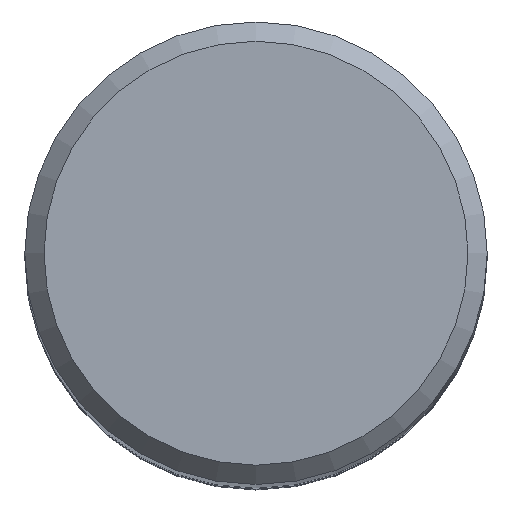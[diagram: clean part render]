
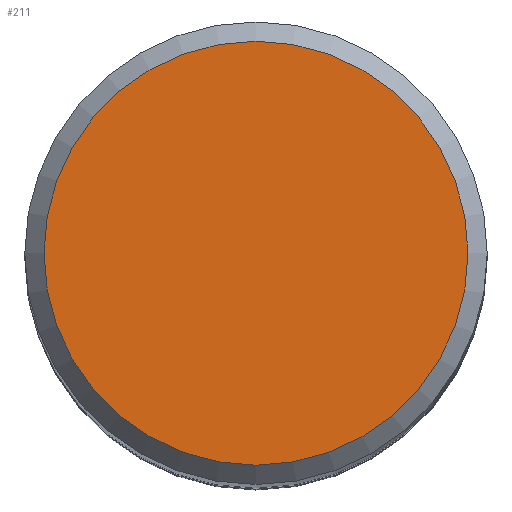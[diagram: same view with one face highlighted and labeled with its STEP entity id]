
A CAD part, top view. The second image highlights one B-rep face of the part: STEP entity #211.
In plain terms, the highlighted planar face has unit normal (0, 0, 1).
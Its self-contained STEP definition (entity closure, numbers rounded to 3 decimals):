
#7 = AXIS2_PLACEMENT_3D ( 'NONE', #217, #249, #116 ) ;
#19 = CIRCLE ( 'NONE', #7, 5.5 ) ;
#20 = DIRECTION ( 'NONE',  ( 0., 1., 0. ) ) ;
#31 = PLANE ( 'NONE',  #159 ) ;
#88 = EDGE_CURVE ( 'NONE', #210, #210, #19, .T. ) ;
#105 = CARTESIAN_POINT ( 'NONE',  ( 0., 5.5, 83. ) ) ;
#116 = DIRECTION ( 'NONE',  ( 0., 1., 0. ) ) ;
#136 = DIRECTION ( 'NONE',  ( 0., 0., -1. ) ) ;
#159 = AXIS2_PLACEMENT_3D ( 'NONE', #199, #136, #20 ) ;
#199 = CARTESIAN_POINT ( 'NONE',  ( 0., 0., 83. ) ) ;
#205 = ORIENTED_EDGE ( 'NONE', *, *, #88, .F. ) ;
#208 = EDGE_LOOP ( 'NONE', ( #205 ) ) ;
#210 = VERTEX_POINT ( 'NONE', #105 ) ;
#211 = ADVANCED_FACE ( 'NONE', ( #212 ), #31, .F. ) ;
#212 = FACE_OUTER_BOUND ( 'NONE', #208, .T. ) ;
#217 = CARTESIAN_POINT ( 'NONE',  ( 0., 0., 83. ) ) ;
#249 = DIRECTION ( 'NONE',  ( 0., 0., -1. ) ) ;
